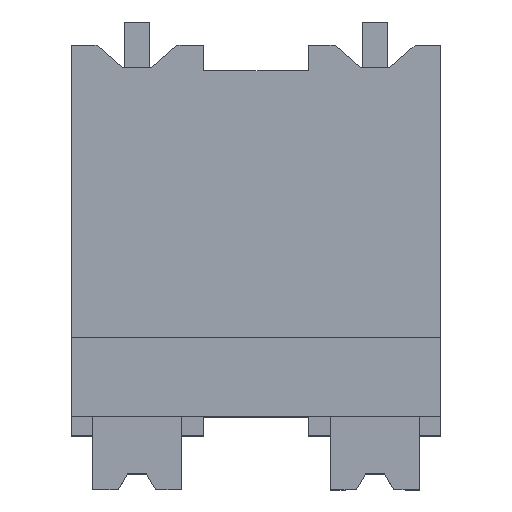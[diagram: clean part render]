
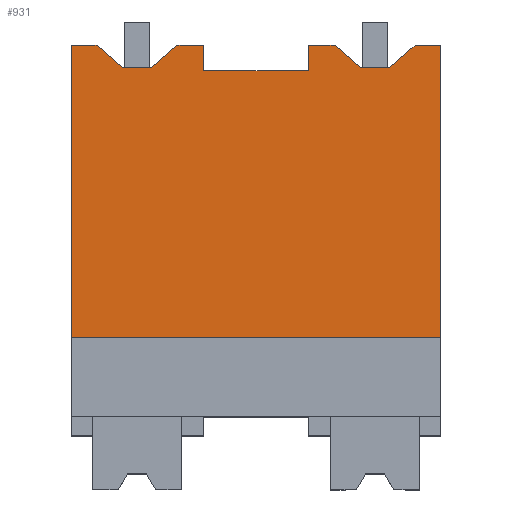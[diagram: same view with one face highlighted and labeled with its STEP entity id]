
A CAD part, top view. The second image highlights one B-rep face of the part: STEP entity #931.
In plain terms, the highlighted planar face has unit normal (0, 0, 1).
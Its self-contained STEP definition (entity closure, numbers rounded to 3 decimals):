
#822=AXIS2_PLACEMENT_3D('Plane Axis2P3D',#819,#820,#821) ;
#40=CARTESIAN_POINT('Vertex',(0.,14.,8.9)) ;
#126=CARTESIAN_POINT('Vertex',(0.,4.8,8.9)) ;
#129=CARTESIAN_POINT('Line Origine',(0.,9.4,8.9)) ;
#168=CARTESIAN_POINT('Vertex',(0.807,14.,8.9)) ;
#192=CARTESIAN_POINT('Line Origine',(0.404,14.,8.9)) ;
#803=CARTESIAN_POINT('Vertex',(11.63,4.8,8.9)) ;
#806=CARTESIAN_POINT('Line Origine',(5.815,4.8,8.9)) ;
#819=CARTESIAN_POINT('Axis2P3D Location',(0.,4.8,8.9)) ;
#824=CARTESIAN_POINT('Line Origine',(11.63,9.4,8.9)) ;
#828=CARTESIAN_POINT('Vertex',(11.63,14.,8.9)) ;
#831=CARTESIAN_POINT('Line Origine',(11.227,14.,8.9)) ;
#835=CARTESIAN_POINT('Vertex',(10.824,14.,8.9)) ;
#838=CARTESIAN_POINT('Line Origine',(10.424,13.65,8.9)) ;
#842=CARTESIAN_POINT('Vertex',(10.024,13.3,8.9)) ;
#845=CARTESIAN_POINT('Line Origine',(9.566,13.3,8.9)) ;
#849=CARTESIAN_POINT('Vertex',(9.107,13.3,8.9)) ;
#852=CARTESIAN_POINT('Line Origine',(8.707,13.65,8.9)) ;
#856=CARTESIAN_POINT('Vertex',(8.307,14.,8.9)) ;
#859=CARTESIAN_POINT('Line Origine',(7.886,14.,8.9)) ;
#863=CARTESIAN_POINT('Vertex',(7.465,14.,8.9)) ;
#866=CARTESIAN_POINT('Line Origine',(7.465,13.6,8.9)) ;
#870=CARTESIAN_POINT('Vertex',(7.465,13.2,8.9)) ;
#873=CARTESIAN_POINT('Line Origine',(5.815,13.2,8.9)) ;
#877=CARTESIAN_POINT('Vertex',(4.165,13.2,8.9)) ;
#880=CARTESIAN_POINT('Line Origine',(4.165,13.6,8.9)) ;
#884=CARTESIAN_POINT('Vertex',(4.165,14.,8.9)) ;
#887=CARTESIAN_POINT('Line Origine',(3.745,14.,8.9)) ;
#891=CARTESIAN_POINT('Vertex',(3.324,14.,8.9)) ;
#894=CARTESIAN_POINT('Line Origine',(2.924,13.65,8.9)) ;
#898=CARTESIAN_POINT('Vertex',(2.524,13.3,8.9)) ;
#901=CARTESIAN_POINT('Line Origine',(2.066,13.3,8.9)) ;
#905=CARTESIAN_POINT('Vertex',(1.607,13.3,8.9)) ;
#908=CARTESIAN_POINT('Line Origine',(1.207,13.65,8.9)) ;
#130=DIRECTION('Vector Direction',(0.,1.,0.)) ;
#193=DIRECTION('Vector Direction',(1.,0.,0.)) ;
#807=DIRECTION('Vector Direction',(1.,0.,0.)) ;
#820=DIRECTION('Axis2P3D Direction',(0.,0.,-1.)) ;
#821=DIRECTION('Axis2P3D XDirection',(0.,1.,0.)) ;
#825=DIRECTION('Vector Direction',(0.,1.,0.)) ;
#832=DIRECTION('Vector Direction',(1.,0.,0.)) ;
#839=DIRECTION('Vector Direction',(0.753,0.659,0.)) ;
#846=DIRECTION('Vector Direction',(1.,0.,0.)) ;
#853=DIRECTION('Vector Direction',(0.753,-0.659,0.)) ;
#860=DIRECTION('Vector Direction',(1.,0.,0.)) ;
#867=DIRECTION('Vector Direction',(0.,-1.,0.)) ;
#874=DIRECTION('Vector Direction',(1.,0.,0.)) ;
#881=DIRECTION('Vector Direction',(0.,-1.,0.)) ;
#888=DIRECTION('Vector Direction',(1.,0.,0.)) ;
#895=DIRECTION('Vector Direction',(0.753,0.659,0.)) ;
#902=DIRECTION('Vector Direction',(1.,0.,0.)) ;
#909=DIRECTION('Vector Direction',(0.753,-0.659,0.)) ;
#131=VECTOR('Line Direction',#130,1.) ;
#194=VECTOR('Line Direction',#193,1.) ;
#808=VECTOR('Line Direction',#807,1.) ;
#826=VECTOR('Line Direction',#825,1.) ;
#833=VECTOR('Line Direction',#832,1.) ;
#840=VECTOR('Line Direction',#839,1.) ;
#847=VECTOR('Line Direction',#846,1.) ;
#854=VECTOR('Line Direction',#853,1.) ;
#861=VECTOR('Line Direction',#860,1.) ;
#868=VECTOR('Line Direction',#867,1.) ;
#875=VECTOR('Line Direction',#874,1.) ;
#882=VECTOR('Line Direction',#881,1.) ;
#889=VECTOR('Line Direction',#888,1.) ;
#896=VECTOR('Line Direction',#895,1.) ;
#903=VECTOR('Line Direction',#902,1.) ;
#910=VECTOR('Line Direction',#909,1.) ;
#914=ORIENTED_EDGE('',*,*,#830,.T.) ;
#915=ORIENTED_EDGE('',*,*,#837,.F.) ;
#916=ORIENTED_EDGE('',*,*,#844,.F.) ;
#917=ORIENTED_EDGE('',*,*,#851,.F.) ;
#918=ORIENTED_EDGE('',*,*,#858,.F.) ;
#919=ORIENTED_EDGE('',*,*,#865,.F.) ;
#920=ORIENTED_EDGE('',*,*,#872,.T.) ;
#921=ORIENTED_EDGE('',*,*,#879,.F.) ;
#922=ORIENTED_EDGE('',*,*,#886,.F.) ;
#923=ORIENTED_EDGE('',*,*,#893,.F.) ;
#924=ORIENTED_EDGE('',*,*,#900,.F.) ;
#925=ORIENTED_EDGE('',*,*,#907,.F.) ;
#926=ORIENTED_EDGE('',*,*,#912,.F.) ;
#927=ORIENTED_EDGE('',*,*,#196,.F.) ;
#928=ORIENTED_EDGE('',*,*,#133,.F.) ;
#929=ORIENTED_EDGE('',*,*,#810,.T.) ;
#931=ADVANCED_FACE('HOUSING',(#930),#823,.F.) ;
#133=EDGE_CURVE('',#127,#41,#132,.T.) ;
#196=EDGE_CURVE('',#41,#169,#195,.T.) ;
#810=EDGE_CURVE('',#127,#804,#809,.T.) ;
#830=EDGE_CURVE('',#804,#829,#827,.T.) ;
#837=EDGE_CURVE('',#836,#829,#834,.T.) ;
#844=EDGE_CURVE('',#843,#836,#841,.T.) ;
#851=EDGE_CURVE('',#850,#843,#848,.T.) ;
#858=EDGE_CURVE('',#857,#850,#855,.T.) ;
#865=EDGE_CURVE('',#864,#857,#862,.T.) ;
#872=EDGE_CURVE('',#864,#871,#869,.T.) ;
#879=EDGE_CURVE('',#878,#871,#876,.T.) ;
#886=EDGE_CURVE('',#885,#878,#883,.T.) ;
#893=EDGE_CURVE('',#892,#885,#890,.T.) ;
#900=EDGE_CURVE('',#899,#892,#897,.T.) ;
#907=EDGE_CURVE('',#906,#899,#904,.T.) ;
#912=EDGE_CURVE('',#169,#906,#911,.T.) ;
#913=EDGE_LOOP('',(#914,#915,#916,#917,#918,#919,#920,#921,#922,#923,#924,#925,#926,#927,#928,#929)) ;
#930=FACE_OUTER_BOUND('',#913,.T.) ;
#132=LINE('Line',#129,#131) ;
#195=LINE('Line',#192,#194) ;
#809=LINE('Line',#806,#808) ;
#827=LINE('Line',#824,#826) ;
#834=LINE('Line',#831,#833) ;
#841=LINE('Line',#838,#840) ;
#848=LINE('Line',#845,#847) ;
#855=LINE('Line',#852,#854) ;
#862=LINE('Line',#859,#861) ;
#869=LINE('Line',#866,#868) ;
#876=LINE('Line',#873,#875) ;
#883=LINE('Line',#880,#882) ;
#890=LINE('Line',#887,#889) ;
#897=LINE('Line',#894,#896) ;
#904=LINE('Line',#901,#903) ;
#911=LINE('Line',#908,#910) ;
#823=PLANE('',#822) ;
#41=VERTEX_POINT('',#40) ;
#127=VERTEX_POINT('',#126) ;
#169=VERTEX_POINT('',#168) ;
#804=VERTEX_POINT('',#803) ;
#829=VERTEX_POINT('',#828) ;
#836=VERTEX_POINT('',#835) ;
#843=VERTEX_POINT('',#842) ;
#850=VERTEX_POINT('',#849) ;
#857=VERTEX_POINT('',#856) ;
#864=VERTEX_POINT('',#863) ;
#871=VERTEX_POINT('',#870) ;
#878=VERTEX_POINT('',#877) ;
#885=VERTEX_POINT('',#884) ;
#892=VERTEX_POINT('',#891) ;
#899=VERTEX_POINT('',#898) ;
#906=VERTEX_POINT('',#905) ;
